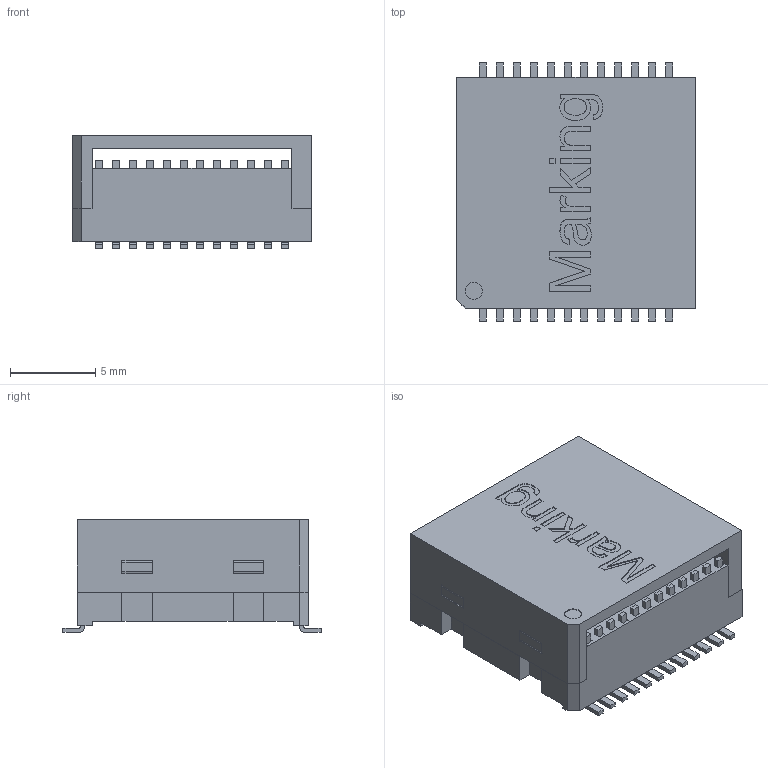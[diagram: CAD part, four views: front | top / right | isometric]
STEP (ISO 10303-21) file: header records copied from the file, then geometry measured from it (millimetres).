
FILE_DESCRIPTION( ( 'Unknown' ), '1' );
FILE_NAME( '749052012.stp', 'Unknown', ( 'Unknown' ), ( 'Unknown' ), 'PSStep 17.0.49', 'Unknown', ' ' );
FILE_SCHEMA( ( 'AUTOMOTIVE_DESIGN { 1 0 10303 214 1 1 1 1 }' ) );
Length unit declared in the file: millimetre
Products named in the file (27): Assem1; Case; Cover; Pins
Assembly tree (26 placements, depth 2):
  Assem1
    Case
    Cover
    Pins
    Pins
    Pins
    Pins
    Pins
    Pins
    Pins
    Pins
    Pins
    Pins
    Pins
    Pins
    Pins
    Pins
    Pins
    Pins
    Pins
    Pins
    Pins
    Pins
    Pins
    Pins
    Pins
    Pins
Bounding box: 13.97 x 15.11 x 6.6 mm (x, y, z)
Volume: 527 mm3; surface area: 1727.3 mm2
Topology: 26 solids, 26 shells, 524 faces, 1381 edges, 916 vertices
Faces by surface type: plane 451, cylinder 57, extrusion 16
Full cylindrical faces by diameter (mm): 1 x1
Entity records: 21312 total; most frequent: CARTESIAN_POINT 3747, ORIENTED_EDGE 2758, DIRECTION 2455, EDGE_CURVE 1379, VECTOR 1157, LINE 1141, VERTEX_POINT 916, AXIS2_PLACEMENT_3D 649
